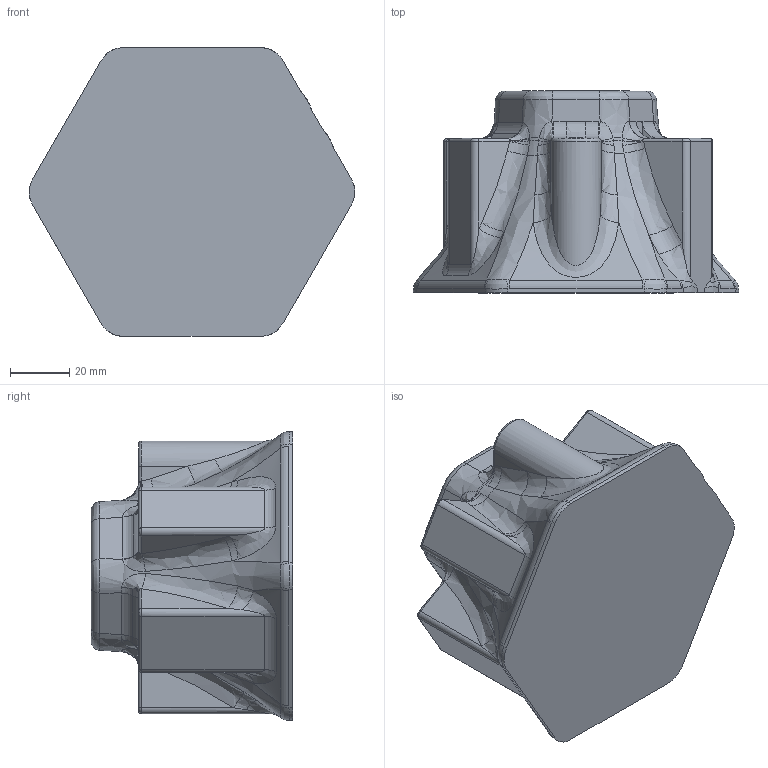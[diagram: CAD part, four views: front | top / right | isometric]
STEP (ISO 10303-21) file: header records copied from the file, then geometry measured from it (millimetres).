
FILE_DESCRIPTION (( 'STEP AP203' ), '1' );
FILE_NAME ('Hex Measuring Stand.STEP', '2023-02-18T16:44:38', ( '' ), ( '' ), 'SwSTEP 2.0', 'SolidWorks 2018', '' );
FILE_SCHEMA (( 'CONFIG_CONTROL_DESIGN' ));
Length unit declared in the file: millimetre
Products named in the file (1): Hex Measuring Stand
Bounding box: 109.73 x 68 x 97.32 mm (x, y, z)
Volume: 240428.9 mm3; surface area: 68026.6 mm2
Topology: 1 solids, 1 shells, 422 faces, 1014 edges, 592 vertices
Faces by surface type: bspline 183, plane 121, cylinder 99, torus 19
Full cylindrical faces by diameter (mm): 12 x1
Entity records: 19110 total; most frequent: CARTESIAN_POINT 10699, ORIENTED_EDGE 2020, DIRECTION 1368, EDGE_CURVE 1010, VERTEX_POINT 591, AXIS2_PLACEMENT_3D 513, FACE_OUTER_BOUND 423, EDGE_LOOP 423
